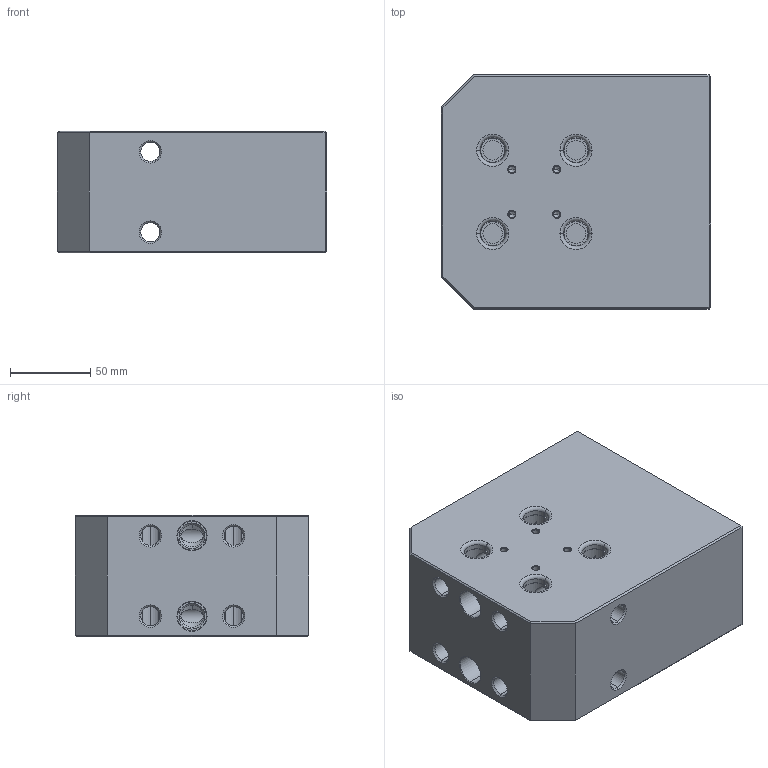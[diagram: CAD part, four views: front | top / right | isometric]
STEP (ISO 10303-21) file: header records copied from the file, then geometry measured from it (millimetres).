
FILE_DESCRIPTION (( 'STEP AP203' ), '1' );
FILE_NAME ('400200.STEP', '2017-08-29T14:09:26', ( '' ), ( '' ), 'SwSTEP 2.0', 'SolidWorks 2017', '' );
FILE_SCHEMA (( 'CONFIG_CONTROL_DESIGN' ));
Length unit declared in the file: millimetre
Products named in the file (1): 400200
Bounding box: 168 x 146 x 76 mm (x, y, z)
Volume: 1712614.2 mm3; surface area: 126992.9 mm2
Topology: 1 solids, 1 shells, 336 faces, 730 edges, 410 vertices
Faces by surface type: cylinder 148, cone 102, plane 70, torus 16
Entity records: 10253 total; most frequent: CARTESIAN_POINT 2815, DIRECTION 1666, ORIENTED_EDGE 1412, EDGE_CURVE 706, AXIS2_PLACEMENT_3D 677, VERTEX_POINT 410, EDGE_LOOP 406, CIRCLE 340
